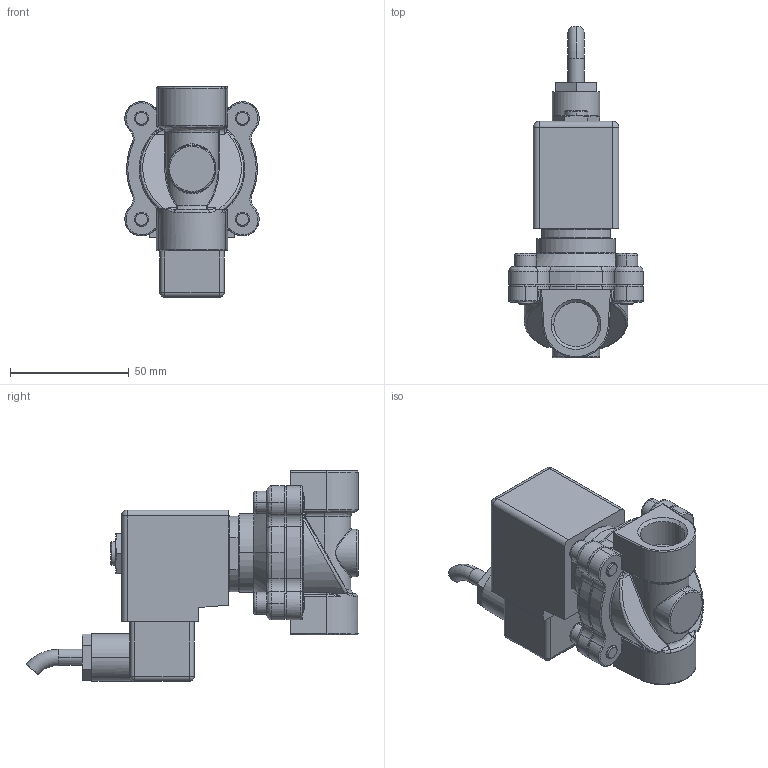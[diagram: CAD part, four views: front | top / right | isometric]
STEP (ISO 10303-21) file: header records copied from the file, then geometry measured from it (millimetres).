
FILE_DESCRIPTION (( 'STEP AP203' ), '1' );
FILE_NAME ('242 DN16 G12 EX.STEP', '2019-06-07T08:01:11', ( 'rv' ), ( 'Hewlett-Packard Company' ), 'SwSTEP 2.0', 'SolidWorks 2015', '' );
FILE_SCHEMA (( 'CONFIG_CONTROL_DESIGN' ));
Length unit declared in the file: millimetre
Products named in the file (1): 242 DN16 G12 EX
Bounding box: 56.49 x 139.67 x 88.5 mm (x, y, z)
Volume: 193183.6 mm3; surface area: 32602.4 mm2
Topology: 1 solids, 1 shells, 417 faces, 1001 edges, 602 vertices
Faces by surface type: cylinder 144, plane 137, bspline 105, cone 23, sphere 6, torus 2
Entity records: 16606 total; most frequent: CARTESIAN_POINT 7448, ORIENTED_EDGE 1980, DIRECTION 1820, EDGE_CURVE 990, AXIS2_PLACEMENT_3D 704, VERTEX_POINT 602, EDGE_LOOP 444, ADVANCED_FACE 417
